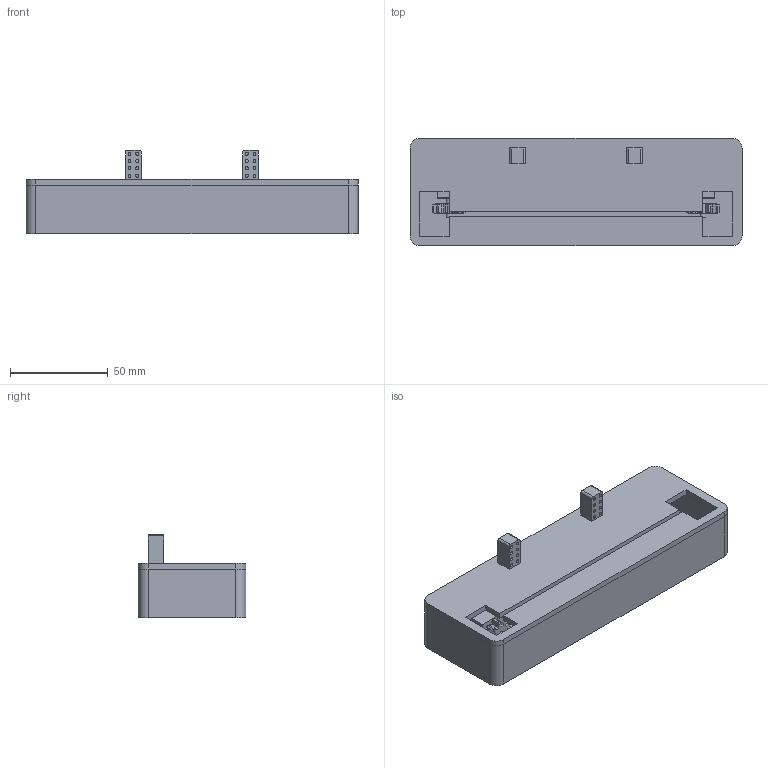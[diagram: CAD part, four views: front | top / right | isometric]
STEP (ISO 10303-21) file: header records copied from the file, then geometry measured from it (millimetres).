
FILE_DESCRIPTION(/* description */ ('STEP AP242','CAx-IF Rec.Pracs.---Representation and Presentation of Product Manufacturing Information (PMI)---4.0---2014-10-13','CAx-IF Rec.Pracs.---3D Tessellated Geometry---0.4---2014-09-14','2;1'),/* implementation_level */ '2;1');
FILE_NAME(/* name */ '6887d98d44961510ff3e5824',/* time_stamp */ '2025-07-28T20:11:57Z',/* author */ (''),/* organization */ (''),/* preprocessor_version */ 'ST-DEVELOPER v20',/* originating_system */ 'ONSHAPE BY PTC INC, 1.201',/* authorisation */ ' ');
FILE_SCHEMA (('AP242_MANAGED_MODEL_BASED_3D_ENGINEERING_MIM_LF { 1 0 10303 442 1 1 4 }'));
Length unit declared in the file: metre
Products named in the file (7): Assembly 1; Part 1; 10_Tooth_Gear_Idler v2
Assembly tree (8 placements, depth 2):
  Assembly 1
    Part 1
    10_Tooth_Gear_Idler v2  x2
    Part 1
    Part 1
    Part 1  x2
    Part 1
Bounding box: 170 x 55 x 43 mm (x, y, z)
Volume: 96179.9 mm3; surface area: 64782.4 mm2
Topology: 8 solids, 8 shells, 445 faces, 1208 edges, 800 vertices
Faces by surface type: plane 315, cylinder 92, cone 38
Full cylindrical faces by diameter (mm): 4 x2
Entity records: 10459 total; most frequent: CARTESIAN_POINT 1850, DIRECTION 1775, ORIENTED_EDGE 1758, EDGE_CURVE 879, LINE 621, VECTOR 621, VERTEX_POINT 584, AXIS2_PLACEMENT_3D 577
